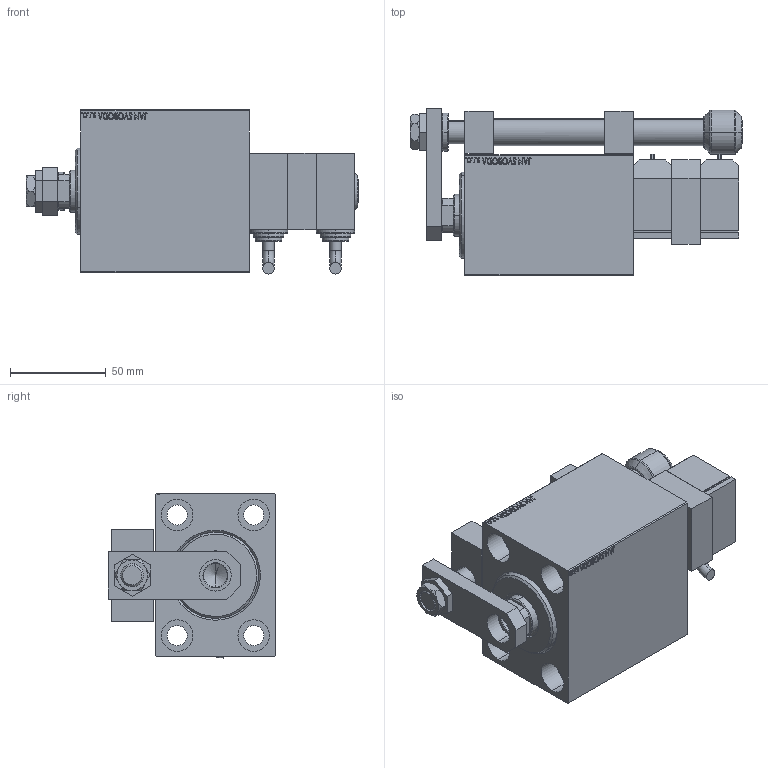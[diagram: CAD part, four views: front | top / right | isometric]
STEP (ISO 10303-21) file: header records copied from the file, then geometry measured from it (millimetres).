
FILE_DESCRIPTION (( 'STEP AP203' ), '1' );
FILE_NAME ('e3cc.STEP', '2024-02-13T08:18:35', ( '' ), ( '' ), 'SwSTEP 2.0', 'SolidWorks 2019', '' );
FILE_SCHEMA (( 'CONFIG_CONTROL_DESIGN' ));
Length unit declared in the file: millimetre
Products named in the file (13): NUT_D16 cacdaced48c1db7c8e286ab09b1cc29d; SWITCH_P_FRONT_BACK cacdaced48c1db7c8e286ab09b1cc29d; TYC_P cacdaced48c1db7c8e286ab09b1cc29d; ZARAZKA_P cacdaced48c1db7c8e286ab09b1cc29d; NUT_D19_P cacdaced48c1db7c8e286ab09b1cc29d; V450CM_C_Body cacdaced48c1db7c8e286ab09b1cc29d; e3cc; SWITCH P cacdaced48c1db7c8e286ab09b1cc29d; V450CM_VC_B cacdaced48c1db7c8e286ab09b1cc29d; SWITCH DIM W_B cacdaced48c1db7c8e286ab09b1cc29d; KROUZEK_PRO_TYC cacdaced48c1db7c8e286ab09b1cc29d; V450CM_C_VCP cacdaced48c1db7c8e286ab09b1cc29d; MIDDLE cacdaced48c1db7c8e286ab09b1cc29d
Assembly tree (14 placements, depth 2):
  e3cc
    V450CM_C_Body cacdaced48c1db7c8e286ab09b1cc29d
    V450CM_C_VCP cacdaced48c1db7c8e286ab09b1cc29d
    V450CM_VC_B cacdaced48c1db7c8e286ab09b1cc29d
    SWITCH DIM W_B cacdaced48c1db7c8e286ab09b1cc29d
    SWITCH P cacdaced48c1db7c8e286ab09b1cc29d  x2
    SWITCH_P_FRONT_BACK cacdaced48c1db7c8e286ab09b1cc29d  x2
    TYC_P cacdaced48c1db7c8e286ab09b1cc29d
    ZARAZKA_P cacdaced48c1db7c8e286ab09b1cc29d
    KROUZEK_PRO_TYC cacdaced48c1db7c8e286ab09b1cc29d
    MIDDLE cacdaced48c1db7c8e286ab09b1cc29d
    NUT_D16 cacdaced48c1db7c8e286ab09b1cc29d
    NUT_D19_P cacdaced48c1db7c8e286ab09b1cc29d
Bounding box: 173.5 x 87.5 x 85.76 mm (x, y, z)
Volume: 566072.5 mm3; surface area: 123938.3 mm2
Topology: 14 solids, 14 shells, 1087 faces, 2716 edges, 1784 vertices
Faces by surface type: plane 520, bspline 380, cylinder 118, cone 37, torus 32
Entity records: 49684 total; most frequent: CARTESIAN_POINT 26094, ORIENTED_EDGE 5132, DIRECTION 3371, EDGE_CURVE 2566, VERTEX_POINT 1688, VECTOR 1481, LINE 1481, EDGE_LOOP 1176
